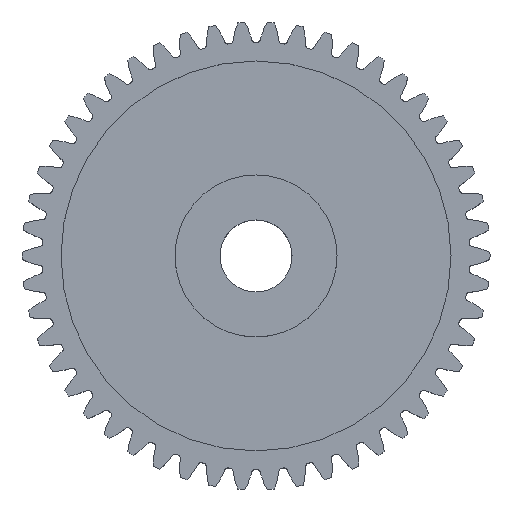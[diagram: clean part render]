
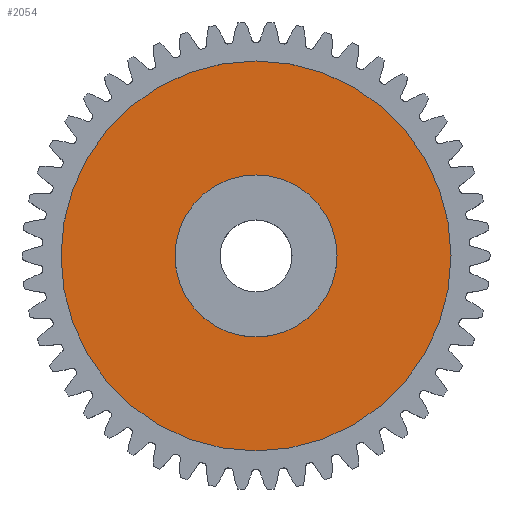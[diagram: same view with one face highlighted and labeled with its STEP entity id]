
A CAD part, top view. The second image highlights one B-rep face of the part: STEP entity #2054.
In plain terms, the highlighted planar face has unit normal (0, 0, 1).
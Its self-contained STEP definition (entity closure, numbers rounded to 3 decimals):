
#2019 = EDGE_CURVE ( 'NONE', #6560, #6570, #7492, .T. ) ;
#2022 = EDGE_LOOP ( 'NONE', ( #2086, #2055 ) ) ;
#2054 = ADVANCED_FACE ( 'NONE', ( #7530, #7536 ), #7357, .F. ) ;
#2055 = ORIENTED_EDGE ( 'NONE', *, *, #2085, .T. ) ;
#2056 = EDGE_LOOP ( 'NONE', ( #2057, #2060 ) ) ;
#2057 = ORIENTED_EDGE ( 'NONE', *, *, #2019, .F. ) ;
#2060 = ORIENTED_EDGE ( 'NONE', *, *, #6561, .F. ) ;
#2085 = EDGE_CURVE ( 'NONE', #6572, #6798, #7338, .T. ) ;
#2086 = ORIENTED_EDGE ( 'NONE', *, *, #6578, .T. ) ;
#6560 = VERTEX_POINT ( 'NONE', #11075 ) ;
#6561 = EDGE_CURVE ( 'NONE', #6570, #6560, #10888, .T. ) ;
#6570 = VERTEX_POINT ( 'NONE', #10868 ) ;
#6572 = VERTEX_POINT ( 'NONE', #10863 ) ;
#6578 = EDGE_CURVE ( 'NONE', #6798, #6572, #10865, .T. ) ;
#6798 = VERTEX_POINT ( 'NONE', #11361 ) ;
#7338 = CIRCLE ( 'NONE', #7385, 13.5 ) ;
#7350 = DIRECTION ( 'NONE',  ( -1., 0., 0. ) ) ;
#7351 = DIRECTION ( 'NONE',  ( 0., 0., -1. ) ) ;
#7352 = CARTESIAN_POINT ( 'NONE',  ( 0., 0., 8.5 ) ) ;
#7357 = PLANE ( 'NONE',  #7523 ) ;
#7374 = DIRECTION ( 'NONE',  ( -1., 0., 0. ) ) ;
#7375 = DIRECTION ( 'NONE',  ( 0., 0., -1. ) ) ;
#7381 = CARTESIAN_POINT ( 'NONE',  ( 0., 0., 8.5 ) ) ;
#7385 = AXIS2_PLACEMENT_3D ( 'NONE', #7381, #7375, #7374 ) ;
#7483 = DIRECTION ( 'NONE',  ( -1., 0., 0. ) ) ;
#7484 = DIRECTION ( 'NONE',  ( 0., 0., -1. ) ) ;
#7485 = CARTESIAN_POINT ( 'NONE',  ( 0., 0., 8.5 ) ) ;
#7490 = AXIS2_PLACEMENT_3D ( 'NONE', #7485, #7484, #7483 ) ;
#7492 = CIRCLE ( 'NONE', #7490, 32.5 ) ;
#7523 = AXIS2_PLACEMENT_3D ( 'NONE', #7352, #7351, #7350 ) ;
#7530 = FACE_BOUND ( 'NONE', #2022, .T. ) ;
#7536 = FACE_OUTER_BOUND ( 'NONE', #2056, .T. ) ;
#10863 = CARTESIAN_POINT ( 'NONE',  ( 13.5, 0., 8.5 ) ) ;
#10865 = CIRCLE ( 'NONE', #10912, 13.5 ) ;
#10868 = CARTESIAN_POINT ( 'NONE',  ( 32.5, 0., 8.5 ) ) ;
#10877 = DIRECTION ( 'NONE',  ( -1., 0., 0. ) ) ;
#10878 = DIRECTION ( 'NONE',  ( 0., 0., -1. ) ) ;
#10882 = CARTESIAN_POINT ( 'NONE',  ( 0., 0., 8.5 ) ) ;
#10888 = CIRCLE ( 'NONE', #11090, 32.5 ) ;
#10904 = DIRECTION ( 'NONE',  ( -1., 0., 0. ) ) ;
#10905 = DIRECTION ( 'NONE',  ( 0., 0., -1. ) ) ;
#10912 = AXIS2_PLACEMENT_3D ( 'NONE', #10913, #10905, #10904 ) ;
#10913 = CARTESIAN_POINT ( 'NONE',  ( 0., 0., 8.5 ) ) ;
#11075 = CARTESIAN_POINT ( 'NONE',  ( -32.5, 0., 8.5 ) ) ;
#11090 = AXIS2_PLACEMENT_3D ( 'NONE', #10882, #10878, #10877 ) ;
#11361 = CARTESIAN_POINT ( 'NONE',  ( -13.5, 0., 8.5 ) ) ;
